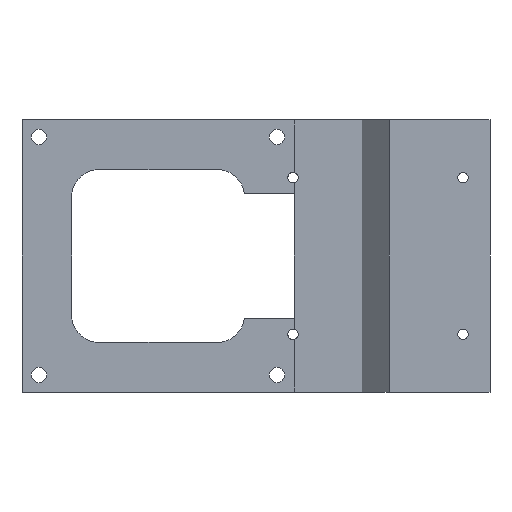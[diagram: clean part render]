
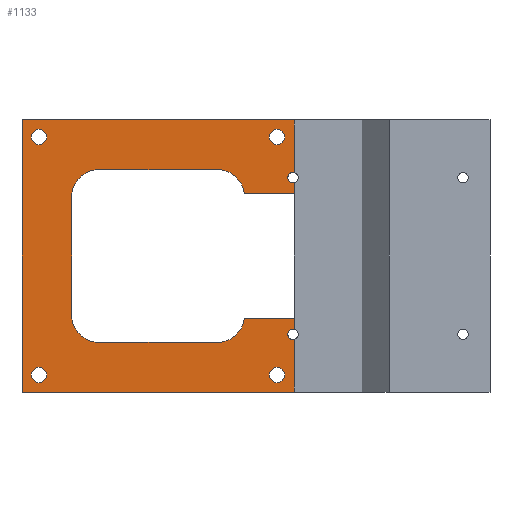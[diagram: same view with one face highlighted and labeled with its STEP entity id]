
A CAD part, front view. The second image highlights one B-rep face of the part: STEP entity #1133.
In plain terms, the highlighted planar face has unit normal (0, -1, 0).
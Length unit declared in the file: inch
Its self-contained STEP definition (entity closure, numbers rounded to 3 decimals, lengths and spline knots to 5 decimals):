
#31=FACE_BOUND('',#145,.T.);
#32=FACE_BOUND('',#146,.T.);
#33=FACE_BOUND('',#147,.T.);
#34=FACE_BOUND('',#148,.T.);
#49=PLANE('',#1221);
#86=FACE_OUTER_BOUND('',#144,.T.);
#144=EDGE_LOOP('',(#788,#789,#790,#791,#792,#793,#794,#795,#796,#797,#798,
#799,#800,#801,#802,#803,#804,#805,#806,#807));
#145=EDGE_LOOP('',(#808));
#146=EDGE_LOOP('',(#809));
#147=EDGE_LOOP('',(#810));
#148=EDGE_LOOP('',(#811));
#224=LINE('',#1696,#326);
#225=LINE('',#1698,#327);
#226=LINE('',#1702,#328);
#227=LINE('',#1706,#329);
#228=LINE('',#1710,#330);
#229=LINE('',#1714,#331);
#230=LINE('',#1715,#332);
#231=LINE('',#1717,#333);
#232=LINE('',#1719,#334);
#233=LINE('',#1721,#335);
#234=LINE('',#1723,#336);
#235=LINE('',#1724,#337);
#326=VECTOR('',#1359,0.3937);
#327=VECTOR('',#1360,0.3937);
#328=VECTOR('',#1363,0.3937);
#329=VECTOR('',#1366,0.3937);
#330=VECTOR('',#1369,0.3937);
#331=VECTOR('',#1372,0.3937);
#332=VECTOR('',#1373,0.3937);
#333=VECTOR('',#1374,0.3937);
#334=VECTOR('',#1375,0.3937);
#335=VECTOR('',#1376,0.3937);
#336=VECTOR('',#1377,0.3937);
#337=VECTOR('',#1378,0.3937);
#424=CIRCLE('',#1212,0.02404);
#426=CIRCLE('',#1214,0.02404);
#429=CIRCLE('',#1218,0.02404);
#431=CIRCLE('',#1220,0.02404);
#432=CIRCLE('',#1222,0.125);
#433=CIRCLE('',#1223,0.125);
#434=CIRCLE('',#1224,0.125);
#435=CIRCLE('',#1225,0.125);
#436=CIRCLE('',#1226,0.0355);
#437=CIRCLE('',#1227,0.0355);
#438=CIRCLE('',#1228,0.0355);
#439=CIRCLE('',#1229,0.0355);
#484=VERTEX_POINT('',#1667);
#485=VERTEX_POINT('',#1669);
#488=VERTEX_POINT('',#1675);
#491=VERTEX_POINT('',#1683);
#492=VERTEX_POINT('',#1685);
#495=VERTEX_POINT('',#1691);
#496=VERTEX_POINT('',#1695);
#497=VERTEX_POINT('',#1697);
#498=VERTEX_POINT('',#1699);
#499=VERTEX_POINT('',#1701);
#500=VERTEX_POINT('',#1703);
#501=VERTEX_POINT('',#1705);
#502=VERTEX_POINT('',#1707);
#503=VERTEX_POINT('',#1709);
#504=VERTEX_POINT('',#1711);
#505=VERTEX_POINT('',#1713);
#506=VERTEX_POINT('',#1716);
#507=VERTEX_POINT('',#1718);
#508=VERTEX_POINT('',#1720);
#509=VERTEX_POINT('',#1722);
#510=VERTEX_POINT('',#1725);
#511=VERTEX_POINT('',#1727);
#512=VERTEX_POINT('',#1729);
#513=VERTEX_POINT('',#1731);
#601=EDGE_CURVE('',#485,#484,#424,.T.);
#605=EDGE_CURVE('',#484,#488,#426,.T.);
#609=EDGE_CURVE('',#492,#491,#429,.T.);
#613=EDGE_CURVE('',#491,#495,#431,.T.);
#614=EDGE_CURVE('',#488,#496,#224,.T.);
#615=EDGE_CURVE('',#496,#497,#225,.T.);
#616=EDGE_CURVE('',#498,#497,#432,.T.);
#617=EDGE_CURVE('',#498,#499,#226,.T.);
#618=EDGE_CURVE('',#500,#499,#433,.T.);
#619=EDGE_CURVE('',#500,#501,#227,.T.);
#620=EDGE_CURVE('',#502,#501,#434,.T.);
#621=EDGE_CURVE('',#502,#503,#228,.T.);
#622=EDGE_CURVE('',#504,#503,#435,.T.);
#623=EDGE_CURVE('',#504,#505,#229,.T.);
#624=EDGE_CURVE('',#505,#492,#230,.T.);
#625=EDGE_CURVE('',#495,#506,#231,.T.);
#626=EDGE_CURVE('',#506,#507,#232,.T.);
#627=EDGE_CURVE('',#507,#508,#233,.T.);
#628=EDGE_CURVE('',#508,#509,#234,.T.);
#629=EDGE_CURVE('',#509,#485,#235,.T.);
#630=EDGE_CURVE('',#510,#510,#436,.T.);
#631=EDGE_CURVE('',#511,#511,#437,.T.);
#632=EDGE_CURVE('',#512,#512,#438,.T.);
#633=EDGE_CURVE('',#513,#513,#439,.T.);
#788=ORIENTED_EDGE('',*,*,#601,.T.);
#789=ORIENTED_EDGE('',*,*,#605,.T.);
#790=ORIENTED_EDGE('',*,*,#614,.T.);
#791=ORIENTED_EDGE('',*,*,#615,.T.);
#792=ORIENTED_EDGE('',*,*,#616,.F.);
#793=ORIENTED_EDGE('',*,*,#617,.T.);
#794=ORIENTED_EDGE('',*,*,#618,.F.);
#795=ORIENTED_EDGE('',*,*,#619,.T.);
#796=ORIENTED_EDGE('',*,*,#620,.F.);
#797=ORIENTED_EDGE('',*,*,#621,.T.);
#798=ORIENTED_EDGE('',*,*,#622,.F.);
#799=ORIENTED_EDGE('',*,*,#623,.T.);
#800=ORIENTED_EDGE('',*,*,#624,.T.);
#801=ORIENTED_EDGE('',*,*,#609,.T.);
#802=ORIENTED_EDGE('',*,*,#613,.T.);
#803=ORIENTED_EDGE('',*,*,#625,.T.);
#804=ORIENTED_EDGE('',*,*,#626,.T.);
#805=ORIENTED_EDGE('',*,*,#627,.T.);
#806=ORIENTED_EDGE('',*,*,#628,.T.);
#807=ORIENTED_EDGE('',*,*,#629,.T.);
#808=ORIENTED_EDGE('',*,*,#630,.T.);
#809=ORIENTED_EDGE('',*,*,#631,.T.);
#810=ORIENTED_EDGE('',*,*,#632,.T.);
#811=ORIENTED_EDGE('',*,*,#633,.T.);
#1133=ADVANCED_FACE('',(#86,#31,#32,#33,#34),#49,.T.);
#1212=AXIS2_PLACEMENT_3D('',#1670,#1334,#1335);
#1214=AXIS2_PLACEMENT_3D('',#1677,#1340,#1341);
#1218=AXIS2_PLACEMENT_3D('',#1686,#1349,#1350);
#1220=AXIS2_PLACEMENT_3D('',#1693,#1355,#1356);
#1221=AXIS2_PLACEMENT_3D('',#1694,#1357,#1358);
#1222=AXIS2_PLACEMENT_3D('',#1700,#1361,#1362);
#1223=AXIS2_PLACEMENT_3D('',#1704,#1364,#1365);
#1224=AXIS2_PLACEMENT_3D('',#1708,#1367,#1368);
#1225=AXIS2_PLACEMENT_3D('',#1712,#1370,#1371);
#1226=AXIS2_PLACEMENT_3D('',#1726,#1379,#1380);
#1227=AXIS2_PLACEMENT_3D('',#1728,#1381,#1382);
#1228=AXIS2_PLACEMENT_3D('',#1730,#1383,#1384);
#1229=AXIS2_PLACEMENT_3D('',#1732,#1385,#1386);
#1334=DIRECTION('center_axis',(0.,1.,0.));
#1335=DIRECTION('ref_axis',(1.,0.,0.));
#1340=DIRECTION('center_axis',(0.,1.,0.));
#1341=DIRECTION('ref_axis',(1.,0.,0.));
#1349=DIRECTION('center_axis',(0.,1.,0.));
#1350=DIRECTION('ref_axis',(1.,0.,0.));
#1355=DIRECTION('center_axis',(0.,1.,0.));
#1356=DIRECTION('ref_axis',(1.,0.,0.));
#1357=DIRECTION('center_axis',(0.,-1.,0.));
#1358=DIRECTION('ref_axis',(0.,0.,-1.));
#1359=DIRECTION('',(0.,0.,1.));
#1360=DIRECTION('',(-1.,0.,0.));
#1361=DIRECTION('center_axis',(0.,-1.,0.));
#1362=DIRECTION('ref_axis',(0.707,0.,-0.707));
#1363=DIRECTION('',(-1.,0.,0.));
#1364=DIRECTION('center_axis',(0.,-1.,0.));
#1365=DIRECTION('ref_axis',(-0.707,0.,-0.707));
#1366=DIRECTION('',(0.,0.,1.));
#1367=DIRECTION('center_axis',(0.,-1.,0.));
#1368=DIRECTION('ref_axis',(-0.707,0.,0.707));
#1369=DIRECTION('',(1.,0.,0.));
#1370=DIRECTION('center_axis',(0.,-1.,0.));
#1371=DIRECTION('ref_axis',(0.707,0.,0.707));
#1372=DIRECTION('',(1.,0.,0.));
#1373=DIRECTION('',(0.,0.,1.));
#1374=DIRECTION('',(0.,0.,1.));
#1375=DIRECTION('',(-1.,0.,0.));
#1376=DIRECTION('',(0.,0.,-1.));
#1377=DIRECTION('',(1.,0.,0.));
#1378=DIRECTION('',(0.,0.,1.));
#1379=DIRECTION('center_axis',(0.,1.,0.));
#1380=DIRECTION('ref_axis',(-1.,0.,0.));
#1381=DIRECTION('center_axis',(0.,1.,0.));
#1382=DIRECTION('ref_axis',(-1.,0.,0.));
#1383=DIRECTION('center_axis',(0.,1.,0.));
#1384=DIRECTION('ref_axis',(-1.,0.,0.));
#1385=DIRECTION('center_axis',(0.,1.,0.));
#1386=DIRECTION('ref_axis',(-1.,0.,0.));
#1667=CARTESIAN_POINT('',(0.60048,-0.19,-0.3625));
#1669=CARTESIAN_POINT('',(0.62992,-0.19,-0.38592));
#1670=CARTESIAN_POINT('Origin',(0.62452,-0.19,-0.3625));
#1675=CARTESIAN_POINT('',(0.62992,-0.19,-0.33908));
#1677=CARTESIAN_POINT('Origin',(0.62452,-0.19,-0.3625));
#1683=CARTESIAN_POINT('',(0.60048,-0.19,0.3625));
#1685=CARTESIAN_POINT('',(0.62992,-0.19,0.33908));
#1686=CARTESIAN_POINT('Origin',(0.62452,-0.19,0.3625));
#1691=CARTESIAN_POINT('',(0.62992,-0.19,0.38592));
#1693=CARTESIAN_POINT('Origin',(0.62452,-0.19,0.3625));
#1694=CARTESIAN_POINT('Origin',(0.1225,-0.19,0.));
#1695=CARTESIAN_POINT('',(0.62992,-0.19,-0.29));
#1696=CARTESIAN_POINT('',(0.62992,-0.19,0.315));
#1697=CARTESIAN_POINT('',(0.3991,-0.19,-0.29));
#1698=CARTESIAN_POINT('',(0.36686,-0.19,-0.29));
#1699=CARTESIAN_POINT('',(0.275,-0.19,-0.4));
#1700=CARTESIAN_POINT('Origin',(0.275,-0.19,-0.275));
#1701=CARTESIAN_POINT('',(-0.275,-0.19,-0.4));
#1702=CARTESIAN_POINT('',(-0.13875,-0.19,-0.4));
#1703=CARTESIAN_POINT('',(-0.4,-0.19,-0.275));
#1704=CARTESIAN_POINT('Origin',(-0.275,-0.19,-0.275));
#1705=CARTESIAN_POINT('',(-0.4,-0.19,0.275));
#1706=CARTESIAN_POINT('',(-0.4,-0.19,0.2));
#1707=CARTESIAN_POINT('',(-0.275,-0.19,0.4));
#1708=CARTESIAN_POINT('Origin',(-0.275,-0.19,0.275));
#1709=CARTESIAN_POINT('',(0.275,-0.19,0.4));
#1710=CARTESIAN_POINT('',(0.26125,-0.19,0.4));
#1711=CARTESIAN_POINT('',(0.3991,-0.19,0.29));
#1712=CARTESIAN_POINT('Origin',(0.275,-0.19,0.275));
#1713=CARTESIAN_POINT('',(0.62992,-0.19,0.29));
#1714=CARTESIAN_POINT('',(0.36686,-0.19,0.29));
#1715=CARTESIAN_POINT('',(0.62992,-0.19,0.315));
#1716=CARTESIAN_POINT('',(0.62992,-0.19,0.63));
#1717=CARTESIAN_POINT('',(0.62992,-0.19,0.315));
#1718=CARTESIAN_POINT('',(-0.63,-0.19,0.63));
#1719=CARTESIAN_POINT('',(-0.63,-0.19,0.63));
#1720=CARTESIAN_POINT('',(-0.63,-0.19,-0.63));
#1721=CARTESIAN_POINT('',(-0.63,-0.19,-0.63));
#1722=CARTESIAN_POINT('',(0.62992,-0.19,-0.63));
#1723=CARTESIAN_POINT('',(0.875,-0.19,-0.63));
#1724=CARTESIAN_POINT('',(0.62992,-0.19,0.315));
#1725=CARTESIAN_POINT('',(0.58668,-0.19,0.55118));
#1726=CARTESIAN_POINT('Origin',(0.55118,-0.19,0.55118));
#1727=CARTESIAN_POINT('',(-0.51568,-0.19,-0.55118));
#1728=CARTESIAN_POINT('Origin',(-0.55118,-0.19,-0.55118));
#1729=CARTESIAN_POINT('',(-0.51568,-0.19,0.55118));
#1730=CARTESIAN_POINT('Origin',(-0.55118,-0.19,0.55118));
#1731=CARTESIAN_POINT('',(0.58668,-0.19,-0.55118));
#1732=CARTESIAN_POINT('Origin',(0.55118,-0.19,-0.55118));
